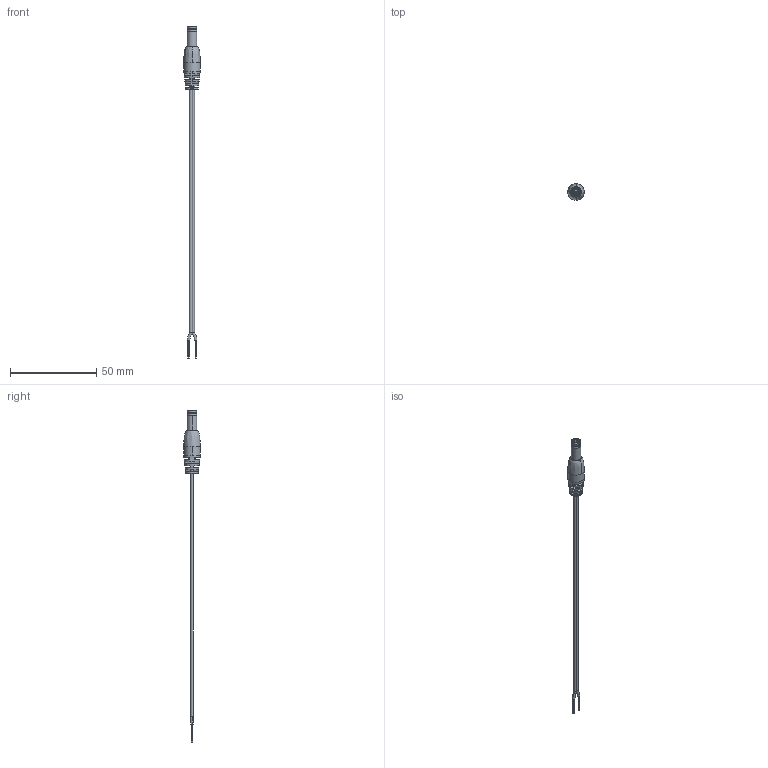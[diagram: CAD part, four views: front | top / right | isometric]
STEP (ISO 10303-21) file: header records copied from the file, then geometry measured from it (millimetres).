
FILE_DESCRIPTION (( 'STEP AP203' ), '1' );
FILE_NAME ('10-01246.step', '2016-09-15T23:40:19', ( '' ), ( '' ), 'SwSTEP 2.0', 'SolidWorks 2015', '' );
FILE_SCHEMA (( 'CONFIG_CONTROL_DESIGN' ));
Length unit declared in the file: millimetre
Products named in the file (7): 30-00405_stripped and tinned; 50-00314 spring contact; 24-00003; 50-00314 insulator; 10-01246; 50-00314 shell; 50-00314
Assembly tree (6 placements, depth 3):
  10-01246
    50-00314
      50-00314 spring contact
      50-00314 shell
      50-00314 insulator
    24-00003
    30-00405_stripped and tinned
Bounding box: 9.6 x 9.6 x 192.68 mm (x, y, z)
Volume: 2122.9 mm3; surface area: 7398.5 mm2
Topology: 49 solids, 49 shells, 560 faces, 1256 edges, 822 vertices
Faces by surface type: cylinder 214, plane 209, bspline 93, torus 24, cone 20
Entity records: 19513 total; most frequent: CARTESIAN_POINT 6590, ORIENTED_EDGE 2512, DIRECTION 2459, EDGE_CURVE 1256, AXIS2_PLACEMENT_3D 1023, VERTEX_POINT 822, EDGE_LOOP 638, ADVANCED_FACE 560
